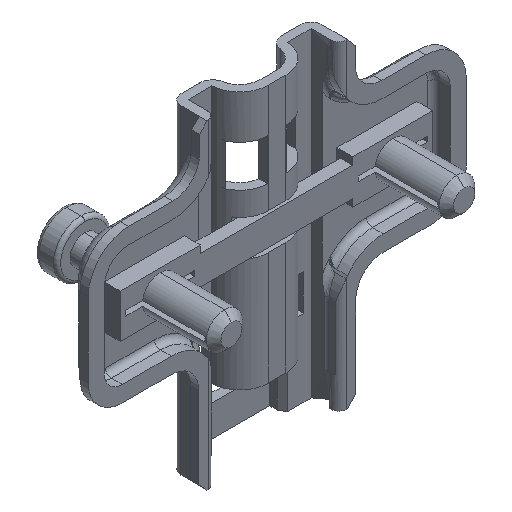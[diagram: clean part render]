
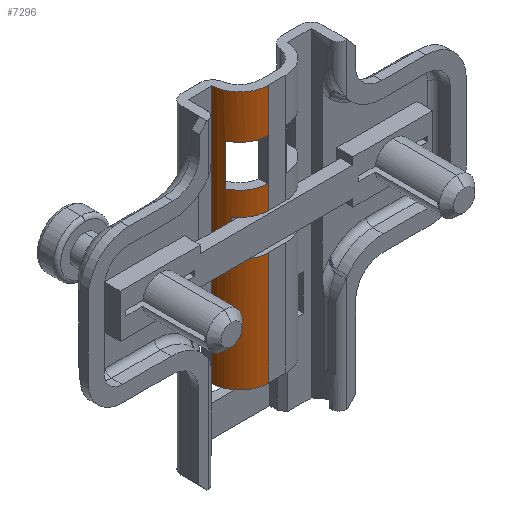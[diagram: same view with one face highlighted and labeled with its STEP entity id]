
A CAD part, isometric view. The second image highlights one B-rep face of the part: STEP entity #7296.
In plain terms, the highlighted cylindrical face has radius 3.993 mm (diameter 7.986 mm), a partial arc.
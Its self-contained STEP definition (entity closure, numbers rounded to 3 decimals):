
#285 = DIRECTION ( 'NONE',  ( 0., 0., -1. ) ) ;
#424 = CARTESIAN_POINT ( 'NONE',  ( -4.8, 2.273, -35.774 ) ) ;
#619 = LINE ( 'NONE', #8564, #942 ) ;
#663 = DIRECTION ( 'NONE',  ( -1., 0., 0. ) ) ;
#736 = FACE_OUTER_BOUND ( 'NONE', #7997, .T. ) ;
#808 = LINE ( 'NONE', #424, #8837 ) ;
#812 = LINE ( 'NONE', #1735, #4435 ) ;
#897 = EDGE_CURVE ( 'NONE', #2125, #1836, #808, .T. ) ;
#915 = EDGE_CURVE ( 'NONE', #5841, #4144, #929, .T. ) ;
#929 = CIRCLE ( 'NONE', #9945, 3.993 ) ;
#942 = VECTOR ( 'NONE', #1483, 1000. ) ;
#1007 = DIRECTION ( 'NONE',  ( 0., 0., 1. ) ) ;
#1146 = DIRECTION ( 'NONE',  ( 0., 0., 1. ) ) ;
#1168 = EDGE_CURVE ( 'NONE', #4585, #11064, #3963, .T. ) ;
#1225 = DIRECTION ( 'NONE',  ( 0., 0., 1. ) ) ;
#1260 = CARTESIAN_POINT ( 'NONE',  ( -4.534, 1.8, -35.774 ) ) ;
#1274 = ORIENTED_EDGE ( 'NONE', *, *, #1168, .T. ) ;
#1384 = VERTEX_POINT ( 'NONE', #5277 ) ;
#1401 = DIRECTION ( 'NONE',  ( -1., 0., 0. ) ) ;
#1413 = ORIENTED_EDGE ( 'NONE', *, *, #9867, .F. ) ;
#1449 = CARTESIAN_POINT ( 'NONE',  ( -1.197, 0., 5.052 ) ) ;
#1483 = DIRECTION ( 'NONE',  ( 0., 0., 1. ) ) ;
#1533 = CARTESIAN_POINT ( 'NONE',  ( -1.3, 0.001, 8.3 ) ) ;
#1558 = CARTESIAN_POINT ( 'NONE',  ( -1.197, 0., 0.052 ) ) ;
#1735 = CARTESIAN_POINT ( 'NONE',  ( -1.197, 0., -30. ) ) ;
#1752 = ORIENTED_EDGE ( 'NONE', *, *, #915, .T. ) ;
#1791 = AXIS2_PLACEMENT_3D ( 'NONE', #5908, #5374, #663 ) ;
#1836 = VERTEX_POINT ( 'NONE', #10458 ) ;
#1947 = AXIS2_PLACEMENT_3D ( 'NONE', #9224, #3931, #4787 ) ;
#2103 = EDGE_CURVE ( 'NONE', #1836, #4585, #5319, .T. ) ;
#2121 = LINE ( 'NONE', #1260, #3635 ) ;
#2125 = VERTEX_POINT ( 'NONE', #4853 ) ;
#2157 = CIRCLE ( 'NONE', #1791, 3.993 ) ;
#2397 = EDGE_CURVE ( 'NONE', #6322, #1384, #6914, .T. ) ;
#2505 = VERTEX_POINT ( 'NONE', #1449 ) ;
#2676 = EDGE_CURVE ( 'NONE', #1384, #10150, #812, .T. ) ;
#2745 = ORIENTED_EDGE ( 'NONE', *, *, #897, .T. ) ;
#2764 = LINE ( 'NONE', #5294, #10248 ) ;
#2914 = AXIS2_PLACEMENT_3D ( 'NONE', #11128, #10249, #8465 ) ;
#3015 = EDGE_CURVE ( 'NONE', #9190, #3334, #3312, .T. ) ;
#3040 = CARTESIAN_POINT ( 'NONE',  ( -1.197, 3.993, 5.052 ) ) ;
#3075 = DIRECTION ( 'NONE',  ( -1., 0., 0. ) ) ;
#3096 = DIRECTION ( 'NONE',  ( 0., 0., -1. ) ) ;
#3210 = ORIENTED_EDGE ( 'NONE', *, *, #2397, .T. ) ;
#3312 = LINE ( 'NONE', #10347, #4085 ) ;
#3334 = VERTEX_POINT ( 'NONE', #8548 ) ;
#3488 = ORIENTED_EDGE ( 'NONE', *, *, #8925, .F. ) ;
#3635 = VECTOR ( 'NONE', #11002, 1000. ) ;
#3848 = CARTESIAN_POINT ( 'NONE',  ( -4.534, 1.8, 0.052 ) ) ;
#3931 = DIRECTION ( 'NONE',  ( 0., 0., 1. ) ) ;
#3963 = LINE ( 'NONE', #8185, #5755 ) ;
#4085 = VECTOR ( 'NONE', #1007, 1000. ) ;
#4140 = CARTESIAN_POINT ( 'NONE',  ( -1.3, 0.001, 14. ) ) ;
#4144 = VERTEX_POINT ( 'NONE', #10478 ) ;
#4316 = VERTEX_POINT ( 'NONE', #7972 ) ;
#4435 = VECTOR ( 'NONE', #11367, 1000. ) ;
#4454 = ORIENTED_EDGE ( 'NONE', *, *, #4939, .T. ) ;
#4585 = VERTEX_POINT ( 'NONE', #4140 ) ;
#4787 = DIRECTION ( 'NONE',  ( 1., 0., 0. ) ) ;
#4853 = CARTESIAN_POINT ( 'NONE',  ( -4.8, 2.273, 8.3 ) ) ;
#4939 = EDGE_CURVE ( 'NONE', #10802, #4316, #2121, .T. ) ;
#5164 = DIRECTION ( 'NONE',  ( 0., 0., 1. ) ) ;
#5277 = CARTESIAN_POINT ( 'NONE',  ( -1.197, 0., -15.5 ) ) ;
#5294 = CARTESIAN_POINT ( 'NONE',  ( -4.534, 1.8, -35.774 ) ) ;
#5319 = CIRCLE ( 'NONE', #7349, 3.993 ) ;
#5374 = DIRECTION ( 'NONE',  ( 0., 0., 1. ) ) ;
#5484 = ORIENTED_EDGE ( 'NONE', *, *, #5822, .T. ) ;
#5755 = VECTOR ( 'NONE', #285, 1000. ) ;
#5809 = VECTOR ( 'NONE', #1225, 1000. ) ;
#5822 = EDGE_CURVE ( 'NONE', #4316, #9190, #2764, .T. ) ;
#5841 = VERTEX_POINT ( 'NONE', #8013 ) ;
#5863 = CARTESIAN_POINT ( 'NONE',  ( -1.197, 3.993, -35.774 ) ) ;
#5908 = CARTESIAN_POINT ( 'NONE',  ( -1.197, 3.993, 0.052 ) ) ;
#5989 = EDGE_LOOP ( 'NONE', ( #2745, #8711, #1274, #10387 ) ) ;
#6073 = EDGE_CURVE ( 'NONE', #2505, #5841, #619, .T. ) ;
#6322 = VERTEX_POINT ( 'NONE', #8176 ) ;
#6695 = ORIENTED_EDGE ( 'NONE', *, *, #2676, .T. ) ;
#6900 = CYLINDRICAL_SURFACE ( 'NONE', #11249, 3.993 ) ;
#6914 = CIRCLE ( 'NONE', #1947, 3.993 ) ;
#6961 = DIRECTION ( 'NONE',  ( -1., 0., 0. ) ) ;
#6976 = ORIENTED_EDGE ( 'NONE', *, *, #6073, .T. ) ;
#7022 = ORIENTED_EDGE ( 'NONE', *, *, #9850, .F. ) ;
#7296 = ADVANCED_FACE ( 'NONE', ( #736, #7708 ), #6900, .T. ) ;
#7349 = AXIS2_PLACEMENT_3D ( 'NONE', #9354, #10330, #1401 ) ;
#7447 = CARTESIAN_POINT ( 'NONE',  ( -1.197, 3.993, 20. ) ) ;
#7588 = ORIENTED_EDGE ( 'NONE', *, *, #3015, .T. ) ;
#7708 = FACE_BOUND ( 'NONE', #5989, .T. ) ;
#7839 = DIRECTION ( 'NONE',  ( 0., 0., 1. ) ) ;
#7907 = CARTESIAN_POINT ( 'NONE',  ( -4.534, 1.8, 4.552 ) ) ;
#7972 = CARTESIAN_POINT ( 'NONE',  ( -4.534, 1.8, 0.552 ) ) ;
#7997 = EDGE_LOOP ( 'NONE', ( #1413, #4454, #5484, #7588, #7022, #6976, #1752, #3488, #3210, #6695 ) ) ;
#8013 = CARTESIAN_POINT ( 'NONE',  ( -1.197, 0., 20. ) ) ;
#8176 = CARTESIAN_POINT ( 'NONE',  ( -5.185, 3.8, -15.5 ) ) ;
#8185 = CARTESIAN_POINT ( 'NONE',  ( -1.3, 0.001, -35.774 ) ) ;
#8203 = CARTESIAN_POINT ( 'NONE',  ( -5.185, 3.8, -35.774 ) ) ;
#8465 = DIRECTION ( 'NONE',  ( 1., 0., 0. ) ) ;
#8548 = CARTESIAN_POINT ( 'NONE',  ( -4.534, 1.8, 5.052 ) ) ;
#8564 = CARTESIAN_POINT ( 'NONE',  ( -1.197, 0., -30. ) ) ;
#8711 = ORIENTED_EDGE ( 'NONE', *, *, #2103, .T. ) ;
#8837 = VECTOR ( 'NONE', #7839, 1000. ) ;
#8925 = EDGE_CURVE ( 'NONE', #6322, #4144, #9060, .T. ) ;
#8957 = CIRCLE ( 'NONE', #11001, 3.993 ) ;
#9060 = LINE ( 'NONE', #8203, #5809 ) ;
#9190 = VERTEX_POINT ( 'NONE', #7907 ) ;
#9224 = CARTESIAN_POINT ( 'NONE',  ( -1.197, 3.993, -15.5 ) ) ;
#9354 = CARTESIAN_POINT ( 'NONE',  ( -1.197, 3.993, 14. ) ) ;
#9850 = EDGE_CURVE ( 'NONE', #2505, #3334, #8957, .T. ) ;
#9867 = EDGE_CURVE ( 'NONE', #10802, #10150, #2157, .T. ) ;
#9905 = CIRCLE ( 'NONE', #2914, 3.993 ) ;
#9945 = AXIS2_PLACEMENT_3D ( 'NONE', #7447, #10971, #3075 ) ;
#10067 = DIRECTION ( 'NONE',  ( 1., 0., 0. ) ) ;
#10150 = VERTEX_POINT ( 'NONE', #1558 ) ;
#10248 = VECTOR ( 'NONE', #1146, 1000. ) ;
#10249 = DIRECTION ( 'NONE',  ( 0., 0., -1. ) ) ;
#10330 = DIRECTION ( 'NONE',  ( 0., 0., 1. ) ) ;
#10347 = CARTESIAN_POINT ( 'NONE',  ( -4.534, 1.8, -35.774 ) ) ;
#10387 = ORIENTED_EDGE ( 'NONE', *, *, #10626, .T. ) ;
#10458 = CARTESIAN_POINT ( 'NONE',  ( -4.8, 2.273, 14. ) ) ;
#10478 = CARTESIAN_POINT ( 'NONE',  ( -5.185, 3.8, 20. ) ) ;
#10626 = EDGE_CURVE ( 'NONE', #11064, #2125, #9905, .T. ) ;
#10802 = VERTEX_POINT ( 'NONE', #3848 ) ;
#10971 = DIRECTION ( 'NONE',  ( 0., 0., -1. ) ) ;
#11001 = AXIS2_PLACEMENT_3D ( 'NONE', #3040, #3096, #10067 ) ;
#11002 = DIRECTION ( 'NONE',  ( 0., 0., 1. ) ) ;
#11064 = VERTEX_POINT ( 'NONE', #1533 ) ;
#11128 = CARTESIAN_POINT ( 'NONE',  ( -1.197, 3.993, 8.3 ) ) ;
#11249 = AXIS2_PLACEMENT_3D ( 'NONE', #5863, #5164, #6961 ) ;
#11367 = DIRECTION ( 'NONE',  ( 0., 0., 1. ) ) ;
